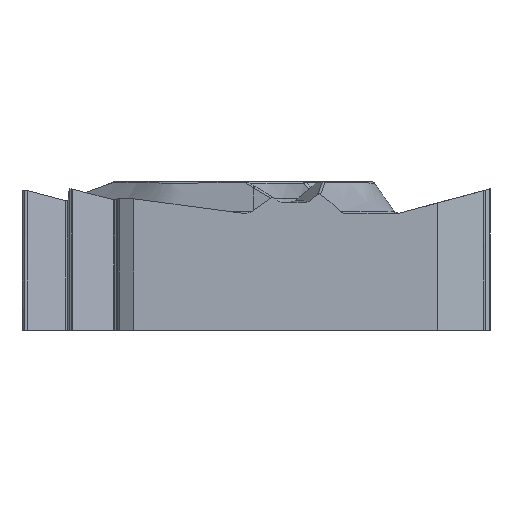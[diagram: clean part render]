
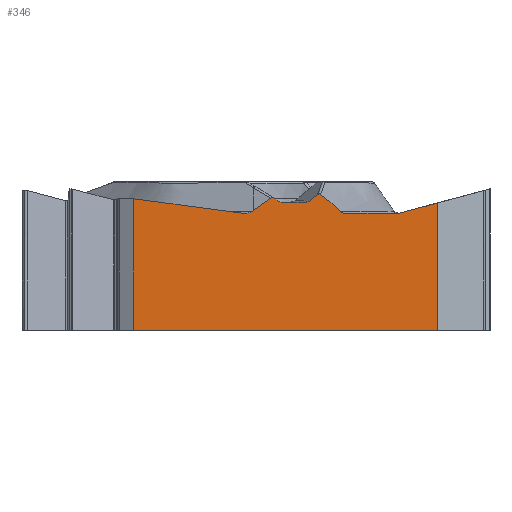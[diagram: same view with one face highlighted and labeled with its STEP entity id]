
A CAD part, left-side view. The second image highlights one B-rep face of the part: STEP entity #346.
In plain terms, the highlighted planar face has unit normal (-1, 0, 0).
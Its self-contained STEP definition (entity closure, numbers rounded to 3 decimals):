
#144=FACE_OUTER_BOUND('',#931,.T.);
#303=ELLIPSE('',#2824,0.309,0.3);
#304=ELLIPSE('',#2825,0.309,0.3);
#305=ELLIPSE('',#2826,0.149,0.1);
#306=ELLIPSE('',#2827,1.,0.5);
#346=ADVANCED_FACE('',(#144),#507,.F.);
#507=PLANE('',#2828);
#559=LINE('',#4238,#739);
#600=LINE('',#4433,#780);
#601=LINE('',#4435,#781);
#602=LINE('',#4439,#782);
#603=LINE('',#4474,#783);
#604=LINE('',#4478,#784);
#605=LINE('',#4482,#785);
#606=LINE('',#4486,#786);
#607=LINE('',#4506,#787);
#608=LINE('',#4508,#788);
#739=VECTOR('',#3061,1.);
#780=VECTOR('',#3170,1.);
#781=VECTOR('',#3171,1.);
#782=VECTOR('',#3174,1.);
#783=VECTOR('',#3175,1.);
#784=VECTOR('',#3178,1.);
#785=VECTOR('',#3181,1.);
#786=VECTOR('',#3184,1.);
#787=VECTOR('',#3187,1.);
#788=VECTOR('',#3188,1.);
#931=EDGE_LOOP('',(#1175,#1176,#1177,#1178,#1179,#1180,#1181,#1182,#1183,
#1184,#1185,#1186,#1187,#1188,#1189,#1190,#1191,#1192,#1193,#1194));
#1175=ORIENTED_EDGE('',*,*,#2167,.T.);
#1176=ORIENTED_EDGE('',*,*,#2245,.F.);
#1177=ORIENTED_EDGE('',*,*,#2246,.T.);
#1178=ORIENTED_EDGE('',*,*,#2247,.T.);
#1179=ORIENTED_EDGE('',*,*,#2248,.T.);
#1180=ORIENTED_EDGE('',*,*,#2249,.T.);
#1181=ORIENTED_EDGE('',*,*,#2250,.F.);
#1182=ORIENTED_EDGE('',*,*,#2251,.F.);
#1183=ORIENTED_EDGE('',*,*,#2252,.T.);
#1184=ORIENTED_EDGE('',*,*,#2253,.T.);
#1185=ORIENTED_EDGE('',*,*,#2254,.T.);
#1186=ORIENTED_EDGE('',*,*,#2255,.T.);
#1187=ORIENTED_EDGE('',*,*,#2256,.T.);
#1188=ORIENTED_EDGE('',*,*,#2257,.F.);
#1189=ORIENTED_EDGE('',*,*,#2258,.T.);
#1190=ORIENTED_EDGE('',*,*,#2259,.F.);
#1191=ORIENTED_EDGE('',*,*,#2260,.T.);
#1192=ORIENTED_EDGE('',*,*,#2261,.T.);
#1193=ORIENTED_EDGE('',*,*,#2262,.T.);
#1194=ORIENTED_EDGE('',*,*,#2263,.F.);
#1913=VERTEX_POINT('',#4236);
#1915=VERTEX_POINT('',#4239);
#1991=VERTEX_POINT('',#4434);
#1992=VERTEX_POINT('',#4436);
#1993=VERTEX_POINT('',#4438);
#1994=VERTEX_POINT('',#4440);
#1995=VERTEX_POINT('',#4451);
#1996=VERTEX_POINT('',#4459);
#1997=VERTEX_POINT('',#4473);
#1998=VERTEX_POINT('',#4475);
#1999=VERTEX_POINT('',#4477);
#2000=VERTEX_POINT('',#4479);
#2001=VERTEX_POINT('',#4481);
#2002=VERTEX_POINT('',#4483);
#2003=VERTEX_POINT('',#4485);
#2004=VERTEX_POINT('',#4487);
#2005=VERTEX_POINT('',#4492);
#2006=VERTEX_POINT('',#4503);
#2007=VERTEX_POINT('',#4505);
#2008=VERTEX_POINT('',#4507);
#2167=EDGE_CURVE('',#1915,#1913,#559,.T.);
#2245=EDGE_CURVE('',#1991,#1913,#600,.T.);
#2246=EDGE_CURVE('',#1991,#1992,#601,.T.);
#2247=EDGE_CURVE('',#1992,#1993,#2603,.T.);
#2248=EDGE_CURVE('',#1993,#1994,#602,.T.);
#2249=EDGE_CURVE('',#1994,#1995,#2684,.T.);
#2250=EDGE_CURVE('',#1996,#1995,#2685,.T.);
#2251=EDGE_CURVE('',#1997,#1996,#2686,.T.);
#2252=EDGE_CURVE('',#1997,#1998,#603,.T.);
#2253=EDGE_CURVE('',#1998,#1999,#303,.T.);
#2254=EDGE_CURVE('',#1999,#2000,#604,.T.);
#2255=EDGE_CURVE('',#2000,#2001,#304,.T.);
#2256=EDGE_CURVE('',#2001,#2002,#605,.T.);
#2257=EDGE_CURVE('',#2003,#2002,#305,.T.);
#2258=EDGE_CURVE('',#2003,#2004,#606,.T.);
#2259=EDGE_CURVE('',#2005,#2004,#2687,.T.);
#2260=EDGE_CURVE('',#2005,#2006,#2688,.T.);
#2261=EDGE_CURVE('',#2006,#2007,#306,.T.);
#2262=EDGE_CURVE('',#2007,#2008,#607,.T.);
#2263=EDGE_CURVE('',#1915,#2008,#608,.T.);
#2603=CIRCLE('',#2823,0.5);
#2684=B_SPLINE_CURVE_WITH_KNOTS('',3,(#4441,#4442,#4443,#4444,#4445,#4446,
#4447,#4448,#4449,#4450),.UNSPECIFIED.,.F.,.F.,(4,3,3,4),(0.,0.468,
0.914,1.),.UNSPECIFIED.);
#2685=B_SPLINE_CURVE_WITH_KNOTS('',3,(#4452,#4453,#4454,#4455,#4456,#4457,
#4458),.UNSPECIFIED.,.F.,.F.,(4,3,4),(0.,0.411,1.),
 .UNSPECIFIED.);
#2686=B_SPLINE_CURVE_WITH_KNOTS('',3,(#4460,#4461,#4462,#4463,#4464,#4465,
#4466,#4467,#4468,#4469,#4470,#4471,#4472),.UNSPECIFIED.,.F.,.F.,(4,3,3,
3,4),(0.,0.265,0.53,0.788,1.),
 .UNSPECIFIED.);
#2687=B_SPLINE_CURVE_WITH_KNOTS('',3,(#4488,#4489,#4490,#4491),
 .UNSPECIFIED.,.F.,.F.,(4,4),(0.,1.),.UNSPECIFIED.);
#2688=B_SPLINE_CURVE_WITH_KNOTS('',3,(#4493,#4494,#4495,#4496,#4497,#4498,
#4499,#4500,#4501,#4502),.UNSPECIFIED.,.F.,.F.,(4,3,3,4),(0.,0.331,
0.914,1.),.UNSPECIFIED.);
#2823=AXIS2_PLACEMENT_3D('',#4437,#3172,#3173);
#2824=AXIS2_PLACEMENT_3D('',#4476,#3176,#3177);
#2825=AXIS2_PLACEMENT_3D('',#4480,#3179,#3180);
#2826=AXIS2_PLACEMENT_3D('',#4484,#3182,#3183);
#2827=AXIS2_PLACEMENT_3D('',#4504,#3185,#3186);
#2828=AXIS2_PLACEMENT_3D('',#4509,#3189,#3190);
#3061=DIRECTION('',(0.,-1.,0.));
#3170=DIRECTION('',(0.,0.,-1.));
#3171=DIRECTION('',(0.,0.966,-0.259));
#3172=DIRECTION('',(1.,0.,0.));
#3173=DIRECTION('',(0.,1.,0.));
#3174=DIRECTION('',(0.,1.,0.));
#3175=DIRECTION('',(0.,0.775,-0.631));
#3176=DIRECTION('',(1.,0.,0.));
#3177=DIRECTION('',(0.,1.,0.));
#3178=DIRECTION('',(0.,1.,0.));
#3179=DIRECTION('',(1.,0.,0.));
#3180=DIRECTION('',(0.,1.,0.));
#3181=DIRECTION('',(0.,0.775,0.631));
#3182=DIRECTION('',(1.,0.,0.));
#3183=DIRECTION('',(0.,-0.858,-0.514));
#3184=DIRECTION('',(0.,0.814,-0.581));
#3185=DIRECTION('',(1.,0.,0.));
#3186=DIRECTION('',(0.,1.,0.));
#3187=DIRECTION('',(0.,0.991,0.133));
#3188=DIRECTION('',(0.,0.,1.));
#3189=DIRECTION('',(1.,0.,0.));
#3190=DIRECTION('',(0.,1.,0.));
#4236=CARTESIAN_POINT('',(-6.35,-7.226,-5.56));
#4238=CARTESIAN_POINT('',(-6.35,5.476,-5.56));
#4239=CARTESIAN_POINT('',(-6.35,4.713,-5.56));
#4433=CARTESIAN_POINT('',(-6.35,-7.226,25.));
#4434=CARTESIAN_POINT('',(-6.35,-7.226,-0.556));
#4435=CARTESIAN_POINT('',(-6.35,-6.873,-0.65));
#4436=CARTESIAN_POINT('',(-6.35,-5.781,-0.943));
#4437=CARTESIAN_POINT('',(-6.35,-5.651,-0.46));
#4438=CARTESIAN_POINT('',(-6.35,-5.651,-0.96));
#4439=CARTESIAN_POINT('',(-6.35,0.,-0.96));
#4440=CARTESIAN_POINT('',(-6.35,-3.587,-0.96));
#4441=CARTESIAN_POINT('',(-6.35,-3.587,-0.96));
#4442=CARTESIAN_POINT('',(-6.35,-3.56,-0.96));
#4443=CARTESIAN_POINT('',(-6.35,-3.531,-0.955));
#4444=CARTESIAN_POINT('',(-6.35,-3.505,-0.945));
#4445=CARTESIAN_POINT('',(-6.35,-3.48,-0.936));
#4446=CARTESIAN_POINT('',(-6.35,-3.457,-0.922));
#4447=CARTESIAN_POINT('',(-6.35,-3.436,-0.905));
#4448=CARTESIAN_POINT('',(-6.35,-3.433,-0.902));
#4449=CARTESIAN_POINT('',(-6.35,-3.429,-0.898));
#4450=CARTESIAN_POINT('',(-6.35,-3.425,-0.894));
#4451=CARTESIAN_POINT('',(-6.35,-3.425,-0.894));
#4452=CARTESIAN_POINT('',(-6.35,-2.636,-0.216));
#4453=CARTESIAN_POINT('',(-6.35,-2.751,-0.3));
#4454=CARTESIAN_POINT('',(-6.35,-2.863,-0.388));
#4455=CARTESIAN_POINT('',(-6.35,-2.972,-0.48));
#4456=CARTESIAN_POINT('',(-6.35,-3.129,-0.611));
#4457=CARTESIAN_POINT('',(-6.35,-3.28,-0.75));
#4458=CARTESIAN_POINT('',(-6.35,-3.425,-0.894));
#4459=CARTESIAN_POINT('',(-6.35,-2.636,-0.216));
#4460=CARTESIAN_POINT('',(-6.35,-2.515,-0.22));
#4461=CARTESIAN_POINT('',(-6.35,-2.524,-0.213));
#4462=CARTESIAN_POINT('',(-6.35,-2.534,-0.207));
#4463=CARTESIAN_POINT('',(-6.35,-2.545,-0.203));
#4464=CARTESIAN_POINT('',(-6.35,-2.556,-0.199));
#4465=CARTESIAN_POINT('',(-6.35,-2.567,-0.197));
#4466=CARTESIAN_POINT('',(-6.35,-2.579,-0.197));
#4467=CARTESIAN_POINT('',(-6.35,-2.59,-0.197));
#4468=CARTESIAN_POINT('',(-6.35,-2.601,-0.199));
#4469=CARTESIAN_POINT('',(-6.35,-2.611,-0.203));
#4470=CARTESIAN_POINT('',(-6.35,-2.62,-0.206));
#4471=CARTESIAN_POINT('',(-6.35,-2.628,-0.21));
#4472=CARTESIAN_POINT('',(-6.35,-2.636,-0.216));
#4473=CARTESIAN_POINT('',(-6.35,-2.515,-0.22));
#4474=CARTESIAN_POINT('',(-6.35,-13.351,8.602));
#4475=CARTESIAN_POINT('',(-6.35,-2.233,-0.45));
#4476=CARTESIAN_POINT('',(-6.35,-2.034,-0.22));
#4477=CARTESIAN_POINT('',(-6.35,-2.034,-0.52));
#4478=CARTESIAN_POINT('',(-6.35,0.,-0.52));
#4479=CARTESIAN_POINT('',(-6.35,-1.132,-0.52));
#4480=CARTESIAN_POINT('',(-6.35,-1.132,-0.22));
#4481=CARTESIAN_POINT('',(-6.35,-0.934,-0.45));
#4482=CARTESIAN_POINT('',(-6.35,12.088,10.152));
#4483=CARTESIAN_POINT('',(-6.35,-0.863,-0.392));
#4484=CARTESIAN_POINT('',(-6.35,-0.786,-0.46));
#4485=CARTESIAN_POINT('',(-6.35,-0.678,-0.363));
#4486=CARTESIAN_POINT('',(-6.35,-12.224,7.882));
#4487=CARTESIAN_POINT('',(-6.35,0.,-0.847));
#4488=CARTESIAN_POINT('',(-6.35,0.033,-0.871));
#4489=CARTESIAN_POINT('',(-6.35,0.022,-0.863));
#4490=CARTESIAN_POINT('',(-6.35,0.011,-0.855));
#4491=CARTESIAN_POINT('',(-6.35,0.,-0.847));
#4492=CARTESIAN_POINT('',(-6.35,0.033,-0.871));
#4493=CARTESIAN_POINT('',(-6.35,0.033,-0.871));
#4494=CARTESIAN_POINT('',(-6.35,0.069,-0.896));
#4495=CARTESIAN_POINT('',(-6.35,0.11,-0.914));
#4496=CARTESIAN_POINT('',(-6.35,0.151,-0.927));
#4497=CARTESIAN_POINT('',(-6.35,0.225,-0.95));
#4498=CARTESIAN_POINT('',(-6.35,0.303,-0.959));
#4499=CARTESIAN_POINT('',(-6.35,0.38,-0.958));
#4500=CARTESIAN_POINT('',(-6.35,0.391,-0.958));
#4501=CARTESIAN_POINT('',(-6.35,0.402,-0.958));
#4502=CARTESIAN_POINT('',(-6.35,0.414,-0.957));
#4503=CARTESIAN_POINT('',(-6.35,0.414,-0.957));
#4504=CARTESIAN_POINT('',(-6.35,0.304,-0.46));
#4505=CARTESIAN_POINT('',(-6.35,0.563,-0.943));
#4506=CARTESIAN_POINT('',(-6.35,8.803,0.161));
#4507=CARTESIAN_POINT('',(-6.35,4.713,-0.387));
#4508=CARTESIAN_POINT('',(-6.35,4.713,25.));
#4509=CARTESIAN_POINT('',(-6.35,5.476,25.));
